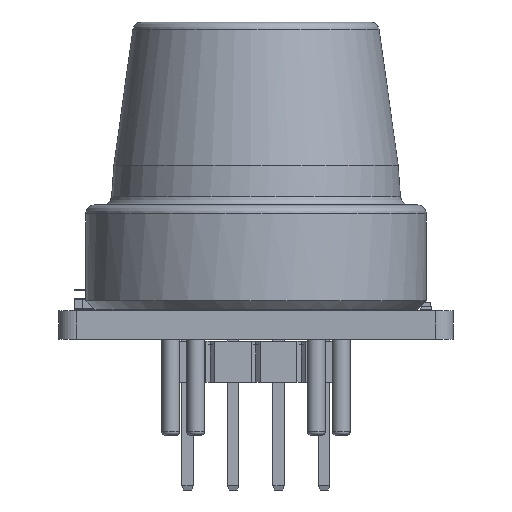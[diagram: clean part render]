
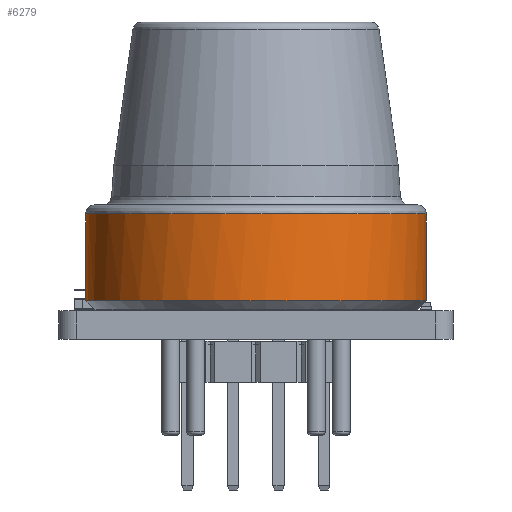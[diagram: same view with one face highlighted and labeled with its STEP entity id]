
A CAD part, front view. The second image highlights one B-rep face of the part: STEP entity #6279.
In plain terms, the highlighted free-form (B-spline) face has degree [2, 1] with [5, 2] control points.
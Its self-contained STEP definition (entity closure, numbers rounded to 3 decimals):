
#5541 = ( BOUNDED_SURFACE() B_SPLINE_SURFACE(2,1,(
    (#5542,#5543)
    ,(#5544,#5545)
    ,(#5546,#5547)
    ,(#5548,#5549)
    ,(#5550,#5551
)),.UNSPECIFIED.,.F.,.F.,.F.) B_SPLINE_SURFACE_WITH_KNOTS((3,2,3),(2,2),
  (0.,1.571,3.142),(-0.707,0.),
.PIECEWISE_BEZIER_KNOTS.) GEOMETRIC_REPRESENTATION_ITEM() 
RATIONAL_B_SPLINE_SURFACE((
    (1.,1.)
    ,(0.707,0.707)
    ,(1.,1.)
    ,(0.707,0.707)
,(1.,1.))) REPRESENTATION_ITEM('') SURFACE() );
#5542 = CARTESIAN_POINT('',(0.,0.,9.));
#5543 = CARTESIAN_POINT('',(0.,0.5,9.5));
#5544 = CARTESIAN_POINT('',(9.,0.,9.));
#5545 = CARTESIAN_POINT('',(9.5,0.5,9.5));
#5546 = CARTESIAN_POINT('',(9.,0.,0.));
#5547 = CARTESIAN_POINT('',(9.5,0.5,0.));
#5548 = CARTESIAN_POINT('',(9.,0.,-9.));
#5549 = CARTESIAN_POINT('',(9.5,0.5,-9.5));
#5550 = CARTESIAN_POINT('',(0.,0.,-9.));
#5551 = CARTESIAN_POINT('',(0.,0.5,-9.5));
#5571 = VERTEX_POINT('',#5572);
#5572 = CARTESIAN_POINT('',(0.,0.5,-9.5));
#5603 = EDGE_CURVE('',#5604,#5571,#5606,.T.);
#5604 = VERTEX_POINT('',#5605);
#5605 = CARTESIAN_POINT('',(0.,0.5,9.5));
#5606 = SURFACE_CURVE('',#5607,(#5613,#5622),.PCURVE_S1.);
#5607 = ( BOUNDED_CURVE() B_SPLINE_CURVE(2,(#5608,#5609,#5610,#5611,
#5612),.UNSPECIFIED.,.F.,.F.) B_SPLINE_CURVE_WITH_KNOTS((3,2,3),(0.,
1.571,3.142),.PIECEWISE_BEZIER_KNOTS.) CURVE() 
GEOMETRIC_REPRESENTATION_ITEM() RATIONAL_B_SPLINE_CURVE((1.,
0.707,1.,0.707,1.)) REPRESENTATION_ITEM('') );
#5608 = CARTESIAN_POINT('',(0.,0.5,9.5));
#5609 = CARTESIAN_POINT('',(9.5,0.5,9.5));
#5610 = CARTESIAN_POINT('',(9.5,0.5,0.));
#5611 = CARTESIAN_POINT('',(9.5,0.5,-9.5));
#5612 = CARTESIAN_POINT('',(0.,0.5,-9.5));
#5613 = PCURVE('',#5541,#5614);
#5614 = DEFINITIONAL_REPRESENTATION('',(#5615),#5621);
#5615 = B_SPLINE_CURVE_WITH_KNOTS('',2,(#5616,#5617,#5618,#5619,#5620),
  .UNSPECIFIED.,.F.,.F.,(3,2,3),(0.,1.571,
    3.142),.PIECEWISE_BEZIER_KNOTS.);
#5616 = CARTESIAN_POINT('',(0.,0.));
#5617 = CARTESIAN_POINT('',(0.785,0.));
#5618 = CARTESIAN_POINT('',(1.571,0.));
#5619 = CARTESIAN_POINT('',(2.356,0.));
#5620 = CARTESIAN_POINT('',(3.142,0.));
#5621 = ( GEOMETRIC_REPRESENTATION_CONTEXT(2) 
PARAMETRIC_REPRESENTATION_CONTEXT() REPRESENTATION_CONTEXT('2D SPACE',''
  ) );
#5622 = PCURVE('',#5623,#5634);
#5623 = ( BOUNDED_SURFACE() B_SPLINE_SURFACE(2,1,(
    (#5624,#5625)
    ,(#5626,#5627)
    ,(#5628,#5629)
    ,(#5630,#5631)
    ,(#5632,#5633
)),.UNSPECIFIED.,.F.,.F.,.F.) B_SPLINE_SURFACE_WITH_KNOTS((3,2,3),(2,2),
  (0.,1.571,3.142),(0.5,5.35),
.PIECEWISE_BEZIER_KNOTS.) GEOMETRIC_REPRESENTATION_ITEM() 
RATIONAL_B_SPLINE_SURFACE((
    (1.,1.)
    ,(0.707,0.707)
    ,(1.,1.)
    ,(0.707,0.707)
,(1.,1.))) REPRESENTATION_ITEM('') SURFACE() );
#5624 = CARTESIAN_POINT('',(0.,5.35,-9.5));
#5625 = CARTESIAN_POINT('',(0.,0.5,-9.5));
#5626 = CARTESIAN_POINT('',(9.5,5.35,-9.5));
#5627 = CARTESIAN_POINT('',(9.5,0.5,-9.5));
#5628 = CARTESIAN_POINT('',(9.5,5.35,0.));
#5629 = CARTESIAN_POINT('',(9.5,0.5,0.));
#5630 = CARTESIAN_POINT('',(9.5,5.35,9.5));
#5631 = CARTESIAN_POINT('',(9.5,0.5,9.5));
#5632 = CARTESIAN_POINT('',(0.,5.35,9.5));
#5633 = CARTESIAN_POINT('',(0.,0.5,9.5));
#5634 = DEFINITIONAL_REPRESENTATION('',(#5635),#5641);
#5635 = B_SPLINE_CURVE_WITH_KNOTS('',2,(#5636,#5637,#5638,#5639,#5640),
  .UNSPECIFIED.,.F.,.F.,(3,2,3),(0.,1.571,
    3.142),.PIECEWISE_BEZIER_KNOTS.);
#5636 = CARTESIAN_POINT('',(3.142,5.35));
#5637 = CARTESIAN_POINT('',(2.356,5.35));
#5638 = CARTESIAN_POINT('',(1.571,5.35));
#5639 = CARTESIAN_POINT('',(0.785,5.35));
#5640 = CARTESIAN_POINT('',(0.,5.35));
#5641 = ( GEOMETRIC_REPRESENTATION_CONTEXT(2) 
PARAMETRIC_REPRESENTATION_CONTEXT() REPRESENTATION_CONTEXT('2D SPACE',''
  ) );
#5666 = EDGE_CURVE('',#5667,#5669,#5671,.T.);
#5667 = VERTEX_POINT('',#5668);
#5668 = CARTESIAN_POINT('',(0.,5.35,-9.5));
#5669 = VERTEX_POINT('',#5670);
#5670 = CARTESIAN_POINT('',(0.,5.35,9.5));
#5671 = SURFACE_CURVE('',#5672,(#5678,#5703),.PCURVE_S1.);
#5672 = ( BOUNDED_CURVE() B_SPLINE_CURVE(2,(#5673,#5674,#5675,#5676,
#5677),.UNSPECIFIED.,.F.,.F.) B_SPLINE_CURVE_WITH_KNOTS((3,2,3),(
    3.142,4.712,6.283),
.PIECEWISE_BEZIER_KNOTS.) CURVE() GEOMETRIC_REPRESENTATION_ITEM() 
RATIONAL_B_SPLINE_CURVE((1.,0.707,1.,0.707,1.)) 
REPRESENTATION_ITEM('') );
#5673 = CARTESIAN_POINT('',(0.,5.35,-9.5));
#5674 = CARTESIAN_POINT('',(9.5,5.35,-9.5));
#5675 = CARTESIAN_POINT('',(9.5,5.35,0.));
#5676 = CARTESIAN_POINT('',(9.5,5.35,9.5));
#5677 = CARTESIAN_POINT('',(0.,5.35,9.5));
#5678 = PCURVE('',#5679,#5695);
#5679 = ( BOUNDED_SURFACE() B_SPLINE_SURFACE(2,2,(
    (#5680,#5681,#5682)
    ,(#5683,#5684,#5685)
    ,(#5686,#5687,#5688)
    ,(#5689,#5690,#5691)
    ,(#5692,#5693,#5694
)),.UNSPECIFIED.,.F.,.F.,.F.) B_SPLINE_SURFACE_WITH_KNOTS((3,2,3),(3,3),
  (0.,1.571,3.142),(0.,1.571),
.PIECEWISE_BEZIER_KNOTS.) GEOMETRIC_REPRESENTATION_ITEM() 
RATIONAL_B_SPLINE_SURFACE((
    (1.,0.707,1.)
    ,(0.707,0.5,0.707)
    ,(1.,0.707,1.)
    ,(0.707,0.5,0.707)
,(1.,0.707,1.))) REPRESENTATION_ITEM('') SURFACE() );
#5680 = CARTESIAN_POINT('',(0.,5.35,9.5));
#5681 = CARTESIAN_POINT('',(0.,5.85,9.5));
#5682 = CARTESIAN_POINT('',(0.,5.85,9.));
#5683 = CARTESIAN_POINT('',(9.5,5.35,9.5));
#5684 = CARTESIAN_POINT('',(9.5,5.85,9.5));
#5685 = CARTESIAN_POINT('',(9.,5.85,9.));
#5686 = CARTESIAN_POINT('',(9.5,5.35,0.));
#5687 = CARTESIAN_POINT('',(9.5,5.85,0.));
#5688 = CARTESIAN_POINT('',(9.,5.85,0.));
#5689 = CARTESIAN_POINT('',(9.5,5.35,-9.5));
#5690 = CARTESIAN_POINT('',(9.5,5.85,-9.5));
#5691 = CARTESIAN_POINT('',(9.,5.85,-9.));
#5692 = CARTESIAN_POINT('',(0.,5.35,-9.5));
#5693 = CARTESIAN_POINT('',(0.,5.85,-9.5));
#5694 = CARTESIAN_POINT('',(0.,5.85,-9.));
#5695 = DEFINITIONAL_REPRESENTATION('',(#5696),#5702);
#5696 = B_SPLINE_CURVE_WITH_KNOTS('',2,(#5697,#5698,#5699,#5700,#5701),
  .UNSPECIFIED.,.F.,.F.,(3,2,3),(3.142,4.712,
    6.283),.PIECEWISE_BEZIER_KNOTS.);
#5697 = CARTESIAN_POINT('',(3.142,0.));
#5698 = CARTESIAN_POINT('',(2.356,0.));
#5699 = CARTESIAN_POINT('',(1.571,0.));
#5700 = CARTESIAN_POINT('',(0.785,0.));
#5701 = CARTESIAN_POINT('',(0.,0.));
#5702 = ( GEOMETRIC_REPRESENTATION_CONTEXT(2) 
PARAMETRIC_REPRESENTATION_CONTEXT() REPRESENTATION_CONTEXT('2D SPACE',''
  ) );
#5703 = PCURVE('',#5623,#5704);
#5704 = DEFINITIONAL_REPRESENTATION('',(#5705),#5711);
#5705 = B_SPLINE_CURVE_WITH_KNOTS('',2,(#5706,#5707,#5708,#5709,#5710),
  .UNSPECIFIED.,.F.,.F.,(3,2,3),(3.142,4.712,
    6.283),.PIECEWISE_BEZIER_KNOTS.);
#5706 = CARTESIAN_POINT('',(0.,0.5));
#5707 = CARTESIAN_POINT('',(0.785,0.5));
#5708 = CARTESIAN_POINT('',(1.571,0.5));
#5709 = CARTESIAN_POINT('',(2.356,0.5));
#5710 = CARTESIAN_POINT('',(3.142,0.5));
#5711 = ( GEOMETRIC_REPRESENTATION_CONTEXT(2) 
PARAMETRIC_REPRESENTATION_CONTEXT() REPRESENTATION_CONTEXT('2D SPACE',''
  ) );
#6279 = ADVANCED_FACE('',(#6280),#5623,.T.);
#6280 = FACE_BOUND('',#6281,.T.);
#6281 = EDGE_LOOP('',(#6282,#6283,#6314,#6315));
#6282 = ORIENTED_EDGE('',*,*,#5666,.T.);
#6283 = ORIENTED_EDGE('',*,*,#6284,.T.);
#6284 = EDGE_CURVE('',#5669,#5604,#6285,.T.);
#6285 = SURFACE_CURVE('',#6286,(#6289,#6296),.PCURVE_S1.);
#6286 = B_SPLINE_CURVE_WITH_KNOTS('',1,(#6287,#6288),.UNSPECIFIED.,.F.,
  .F.,(2,2),(0.5,5.35),.PIECEWISE_BEZIER_KNOTS.);
#6287 = CARTESIAN_POINT('',(0.,5.35,9.5));
#6288 = CARTESIAN_POINT('',(0.,0.5,9.5));
#6289 = PCURVE('',#5623,#6290);
#6290 = DEFINITIONAL_REPRESENTATION('',(#6291),#6295);
#6291 = B_SPLINE_CURVE_WITH_KNOTS('',2,(#6292,#6293,#6294),
  .UNSPECIFIED.,.F.,.F.,(3,3),(0.5,5.35),.PIECEWISE_BEZIER_KNOTS.);
#6292 = CARTESIAN_POINT('',(3.142,0.5));
#6293 = CARTESIAN_POINT('',(3.142,2.925));
#6294 = CARTESIAN_POINT('',(3.142,5.35));
#6295 = ( GEOMETRIC_REPRESENTATION_CONTEXT(2) 
PARAMETRIC_REPRESENTATION_CONTEXT() REPRESENTATION_CONTEXT('2D SPACE',''
  ) );
#6296 = PCURVE('',#6297,#6308);
#6297 = ( BOUNDED_SURFACE() B_SPLINE_SURFACE(2,1,(
    (#6298,#6299)
    ,(#6300,#6301)
    ,(#6302,#6303)
    ,(#6304,#6305)
    ,(#6306,#6307
)),.UNSPECIFIED.,.F.,.F.,.F.) B_SPLINE_SURFACE_WITH_KNOTS((3,2,3),(2,2),
  (3.142,4.712,6.283),(0.5,5.35),
.PIECEWISE_BEZIER_KNOTS.) GEOMETRIC_REPRESENTATION_ITEM() 
RATIONAL_B_SPLINE_SURFACE((
    (1.,1.)
    ,(0.707,0.707)
    ,(1.,1.)
    ,(0.707,0.707)
,(1.,1.))) REPRESENTATION_ITEM('') SURFACE() );
#6298 = CARTESIAN_POINT('',(0.,5.35,9.5));
#6299 = CARTESIAN_POINT('',(0.,0.5,9.5));
#6300 = CARTESIAN_POINT('',(-9.5,5.35,9.5));
#6301 = CARTESIAN_POINT('',(-9.5,0.5,9.5));
#6302 = CARTESIAN_POINT('',(-9.5,5.35,0.));
#6303 = CARTESIAN_POINT('',(-9.5,0.5,0.));
#6304 = CARTESIAN_POINT('',(-9.5,5.35,-9.5));
#6305 = CARTESIAN_POINT('',(-9.5,0.5,-9.5));
#6306 = CARTESIAN_POINT('',(0.,5.35,-9.5));
#6307 = CARTESIAN_POINT('',(0.,0.5,-9.5));
#6308 = DEFINITIONAL_REPRESENTATION('',(#6309),#6313);
#6309 = B_SPLINE_CURVE_WITH_KNOTS('',2,(#6310,#6311,#6312),
  .UNSPECIFIED.,.F.,.F.,(3,3),(0.5,5.35),.PIECEWISE_BEZIER_KNOTS.);
#6310 = CARTESIAN_POINT('',(3.142,0.5));
#6311 = CARTESIAN_POINT('',(3.142,2.925));
#6312 = CARTESIAN_POINT('',(3.142,5.35));
#6313 = ( GEOMETRIC_REPRESENTATION_CONTEXT(2) 
PARAMETRIC_REPRESENTATION_CONTEXT() REPRESENTATION_CONTEXT('2D SPACE',''
  ) );
#6314 = ORIENTED_EDGE('',*,*,#5603,.T.);
#6315 = ORIENTED_EDGE('',*,*,#6316,.F.);
#6316 = EDGE_CURVE('',#5667,#5571,#6317,.T.);
#6317 = SURFACE_CURVE('',#6318,(#6321,#6328),.PCURVE_S1.);
#6318 = B_SPLINE_CURVE_WITH_KNOTS('',1,(#6319,#6320),.UNSPECIFIED.,.F.,
  .F.,(2,2),(0.5,5.35),.PIECEWISE_BEZIER_KNOTS.);
#6319 = CARTESIAN_POINT('',(0.,5.35,-9.5));
#6320 = CARTESIAN_POINT('',(0.,0.5,-9.5));
#6321 = PCURVE('',#5623,#6322);
#6322 = DEFINITIONAL_REPRESENTATION('',(#6323),#6327);
#6323 = B_SPLINE_CURVE_WITH_KNOTS('',2,(#6324,#6325,#6326),
  .UNSPECIFIED.,.F.,.F.,(3,3),(0.5,5.35),.PIECEWISE_BEZIER_KNOTS.);
#6324 = CARTESIAN_POINT('',(0.,0.5));
#6325 = CARTESIAN_POINT('',(0.,2.925));
#6326 = CARTESIAN_POINT('',(0.,5.35));
#6327 = ( GEOMETRIC_REPRESENTATION_CONTEXT(2) 
PARAMETRIC_REPRESENTATION_CONTEXT() REPRESENTATION_CONTEXT('2D SPACE',''
  ) );
#6328 = PCURVE('',#6297,#6329);
#6329 = DEFINITIONAL_REPRESENTATION('',(#6330),#6334);
#6330 = B_SPLINE_CURVE_WITH_KNOTS('',2,(#6331,#6332,#6333),
  .UNSPECIFIED.,.F.,.F.,(3,3),(0.5,5.35),.PIECEWISE_BEZIER_KNOTS.);
#6331 = CARTESIAN_POINT('',(6.283,0.5));
#6332 = CARTESIAN_POINT('',(6.283,2.925));
#6333 = CARTESIAN_POINT('',(6.283,5.35));
#6334 = ( GEOMETRIC_REPRESENTATION_CONTEXT(2) 
PARAMETRIC_REPRESENTATION_CONTEXT() REPRESENTATION_CONTEXT('2D SPACE',''
  ) );
